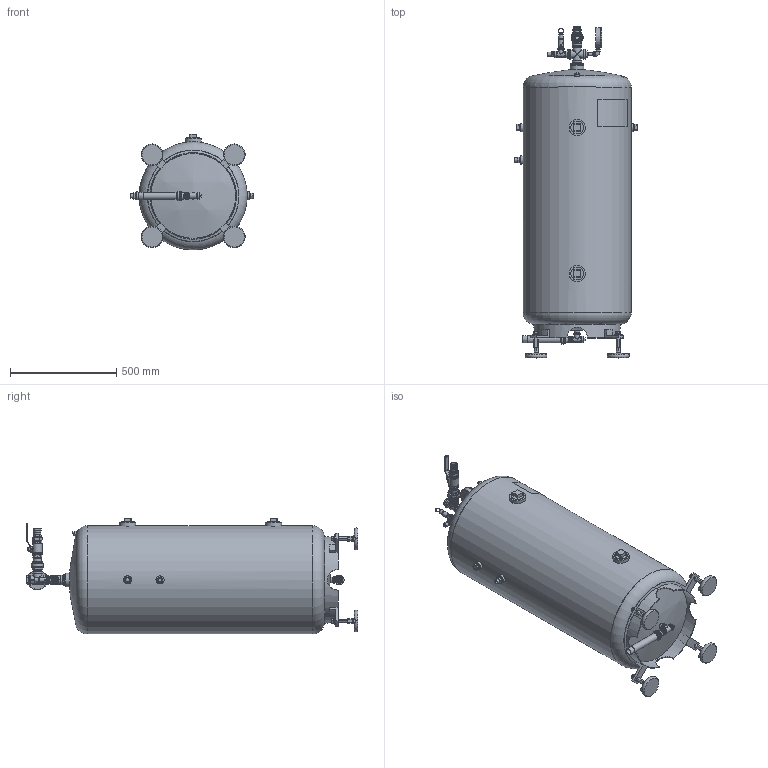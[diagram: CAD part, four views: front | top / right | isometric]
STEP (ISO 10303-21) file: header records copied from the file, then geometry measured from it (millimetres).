
FILE_DESCRIPTION(/* description */ ('This is default description.','CAx-IF Rec.Pracs.---Representation and Presentation of Product Manufacturing Information (PMI)---4.0---2014-10-13'),/* implementation_level */ '2;1');
FILE_NAME(/* name */ 'T-000-950-004_1.stp',/* time_stamp */ '2019-11-29T16:56:53+05:00',/* author */ (''),/* organization */ ('Victaulic'),/* preprocessor_version */ 'ST-DEVELOPER v17.2',/* originating_system */ 'Autodesk Inventor 2019',/* authorisation */ '');
FILE_SCHEMA (('AP242_MANAGED_MODEL_BASED_3D_ENGINEERING_MIM_LF { 1 0 10303 442 1 1 4 }'));
Length unit declared in the file: inch
Products named in the file (1): T-000-950-004_INTEG-01
Bounding box: 581.79 x 1558.82 x 544.54 mm (x, y, z)
Volume: 9203854.6 mm3; surface area: 5125292.2 mm2
Topology: 63 solids, 63 shells, 1723 faces, 4511 edges, 2983 vertices
Faces by surface type: plane 681, cylinder 418, cone 398, bspline 92, torus 86, sphere 48
Full cylindrical faces by diameter (mm): 2.286 x1, 2.381 x3, 3.969 x1, 4.521 x1, 4.762 x1, 5.537 x2, 6.35 x2, 6.731 x5, 9.246 x2, 9.525 x1, 9.83 x1, 10.716 x4, 11.125 x1, 11.176 x1, 11.405 x1, 11.455 x1, 11.481 x1, 12.7 x8, 13.716 x1, 13.717 x1, 13.919 x1, 13.97 x1, 14.148 x4, 14.287 x5, 14.5 x1, 15.037 x1, 15.24 x1, 15.799 x3, 15.875 x1, 17.856 x2
Entity records: 74234 total; most frequent: CARTESIAN_POINT 31170, ORIENTED_EDGE 8890, DIRECTION 8698, EDGE_CURVE 4445, AXIS2_PLACEMENT_3D 3469, VERTEX_POINT 2983, EDGE_LOOP 1982, CIRCLE 1812
